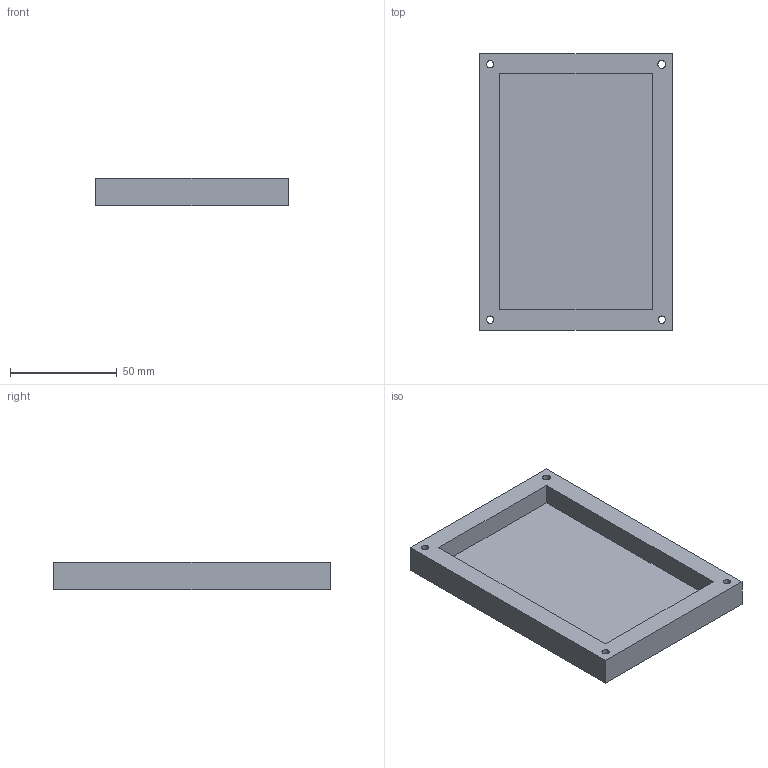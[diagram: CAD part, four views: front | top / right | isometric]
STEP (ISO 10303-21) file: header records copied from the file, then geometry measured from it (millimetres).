
FILE_DESCRIPTION(/* description */ (''),/* implementation_level */ '2;1');
FILE_NAME(/* name */ 'BottomCase.step',/* time_stamp */ '2025-07-02T14:29:02-04:00',/* author */ (''),/* organization */ (''),/* preprocessor_version */ 'ST-DEVELOPER v20.1',/* originating_system */ 'Autodesk Translation Framework v14.10.0.0',/* authorisation */ '');
FILE_SCHEMA (('AUTOMOTIVE_DESIGN { 1 0 10303 214 3 1 1 }'));
Length unit declared in the file: millimetre
Products named in the file (2): 2025-07-01-17-55-34-705; 2025-07-01-18-18-31-480
Assembly tree (1 placements, depth 2):
  2025-07-01-17-55-34-705
    2025-07-01-18-18-31-480
Bounding box: 90.44 x 129.64 x 13 mm (x, y, z)
Volume: 72651.5 mm3; surface area: 33428.2 mm2
Topology: 1 solids, 1 shells, 368 faces, 1017 edges, 678 vertices
Faces by surface type: bspline 235, plane 125, cylinder 8
Full cylindrical faces by diameter (mm): 3.4 x3, 3.666 x1, 6 x4
Entity records: 13916 total; most frequent: CARTESIAN_POINT 6061, ORIENTED_EDGE 2034, EDGE_CURVE 1017, DIRECTION 835, VERTEX_POINT 678, LINE 531, VECTOR 531, B_SPLINE_CURVE_WITH_KNOTS 470
